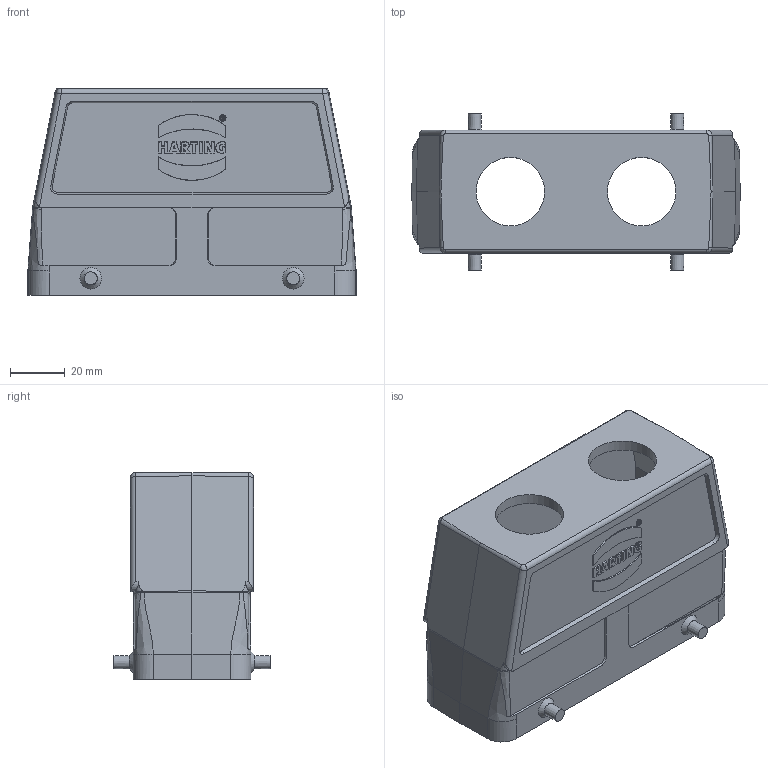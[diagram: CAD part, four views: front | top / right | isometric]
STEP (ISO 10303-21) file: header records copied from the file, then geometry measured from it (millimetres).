
FILE_DESCRIPTION(/* description */ (''),/* implementation_level */ '2;1');
FILE_NAME(/* name */ '100110554ugm000_c.stp',/* time_stamp */ '2020-02-20T07:45:11+01:00',/* author */ (''),/* organization */ (''),/* preprocessor_version */ 'ST-DEVELOPER v16.7',/* originating_system */ 'SIEMENS PLM Software NX 12.0',/* authorisation */ '');
FILE_SCHEMA (('AUTOMOTIVE_DESIGN { 1 0 10303 214 3 1 1 1 }'));
Length unit declared in the file: millimetre
Products named in the file (1): 100110554ugm000_c
Bounding box: 120 x 57.2 x 75.5 mm (x, y, z)
Volume: 93897.7 mm3; surface area: 52657 mm2
Topology: 1 solids, 1 shells, 269 faces, 1249 edges, 1559 vertices
Faces by surface type: plane 170, cone 38, bspline 29, cylinder 28, sphere 4
Full cylindrical faces by diameter (mm): 3 x4, 25 x2
Entity records: 15273 total; most frequent: CARTESIAN_POINT 5047, ORIENTED_EDGE 1352, DIRECTION 1333, EDGE_CURVE 676, PRESENTATION_STYLE_ASSIGNMENT 649, LINE 577, VECTOR 577, STYLED_ITEM 552
